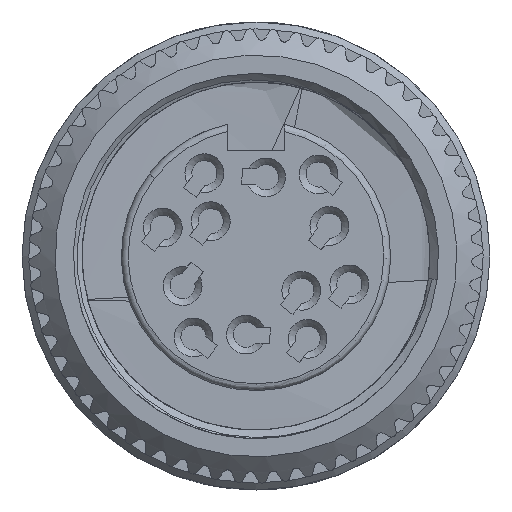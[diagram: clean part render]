
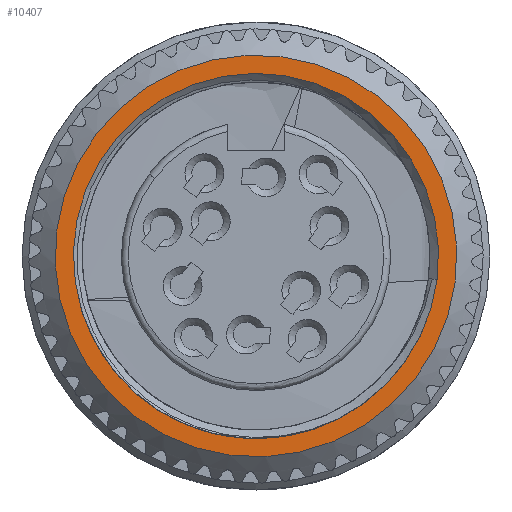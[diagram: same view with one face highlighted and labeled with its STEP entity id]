
A CAD part, left-side view. The second image highlights one B-rep face of the part: STEP entity #10407.
In plain terms, the highlighted planar face has unit normal (-1, 0, 0).
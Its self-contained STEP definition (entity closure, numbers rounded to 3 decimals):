
#623=PLANE('',#11171);
#1395=CIRCLE('',#11170,8.8);
#1396=CIRCLE('',#11172,8.);
#1397=CIRCLE('',#11173,8.);
#2381=VERTEX_POINT('',#28316);
#2382=VERTEX_POINT('',#28320);
#2383=VERTEX_POINT('',#28321);
#5168=EDGE_CURVE('',#2381,#2381,#1395,.T.);
#5169=EDGE_CURVE('',#2382,#2383,#1396,.F.);
#5170=EDGE_CURVE('',#2383,#2382,#1397,.T.);
#8164=ORIENTED_EDGE('',*,*,#5169,.F.);
#8165=ORIENTED_EDGE('',*,*,#5170,.F.);
#8166=ORIENTED_EDGE('',*,*,#5168,.F.);
#9212=EDGE_LOOP('',(#8164,#8165));
#9213=EDGE_LOOP('',(#8166));
#9814=FACE_BOUND('',#9212,.T.);
#9815=FACE_BOUND('',#9213,.T.);
#10407=ADVANCED_FACE('',(#9814,#9815),#623,.T.);
#11170=AXIS2_PLACEMENT_3D('',#28317,#12904,#12905);
#11171=AXIS2_PLACEMENT_3D('',#28318,#12906,$);
#11172=AXIS2_PLACEMENT_3D('',#28319,#12907,#12908);
#11173=AXIS2_PLACEMENT_3D('',#28322,#12909,#12910);
#12904=DIRECTION('',(1.,0.,0.));
#12905=DIRECTION('',(0.,-8.726,-1.141));
#12906=DIRECTION('',(-1.,0.,0.));
#12907=DIRECTION('',(1.,0.,0.));
#12908=DIRECTION('',(0.,-7.932,-1.037));
#12909=DIRECTION('',(-1.,0.,0.));
#12910=DIRECTION('',(0.,-7.932,-1.037));
#28316=CARTESIAN_POINT('',(-0.4,-8.726,-1.141));
#28317=CARTESIAN_POINT('',(-0.4,0.,0.));
#28318=CARTESIAN_POINT('',(-0.4,8.343,10.853));
#28319=CARTESIAN_POINT('',(-0.4,0.,0.));
#28320=CARTESIAN_POINT('',(-0.4,-7.932,-1.037));
#28321=CARTESIAN_POINT('',(-0.4,-4.699,-6.475));
#28322=CARTESIAN_POINT('',(-0.4,0.,0.));
